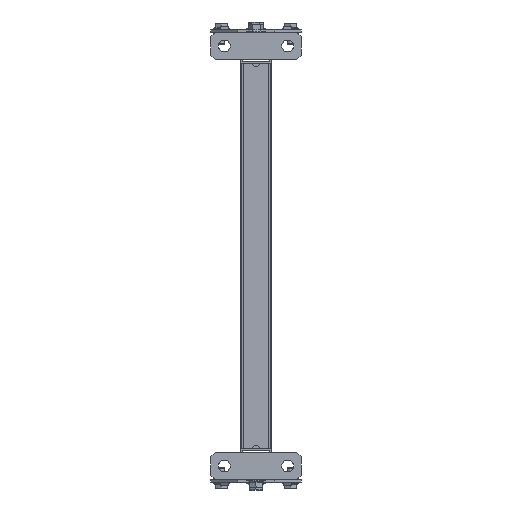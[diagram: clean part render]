
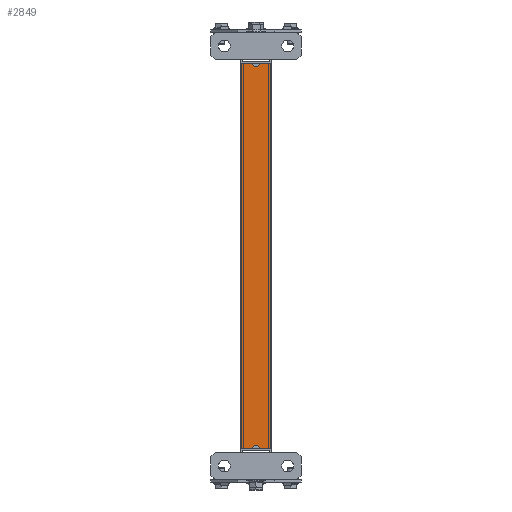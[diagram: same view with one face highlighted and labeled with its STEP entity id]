
A CAD part, front view. The second image highlights one B-rep face of the part: STEP entity #2849.
In plain terms, the highlighted face is planar.
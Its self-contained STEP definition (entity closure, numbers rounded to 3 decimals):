
#7 = DIRECTION ( 'NONE',  ( 1., 0., 0. ) ) ;
#57 = ORIENTED_EDGE ( 'NONE', *, *, #1286, .T. ) ;
#66 = DIRECTION ( 'NONE',  ( 0., -1., 0. ) ) ;
#81 = CARTESIAN_POINT ( 'NONE',  ( -16., 426., 17. ) ) ;
#367 = CARTESIAN_POINT ( 'NONE',  ( 0., 426., 17. ) ) ;
#598 = CARTESIAN_POINT ( 'NONE',  ( 16., 426., 17. ) ) ;
#832 = CARTESIAN_POINT ( 'NONE',  ( -4., 426., 17. ) ) ;
#951 = EDGE_CURVE ( 'NONE', #3032, #6704, #3943, .T. ) ;
#1166 = DIRECTION ( 'NONE',  ( 0., 0., 1. ) ) ;
#1286 = EDGE_CURVE ( 'NONE', #4950, #3032, #9083, .T. ) ;
#1918 = DIRECTION ( 'NONE',  ( 0., 1., 0. ) ) ;
#1942 = CARTESIAN_POINT ( 'NONE',  ( -16., 0., 17. ) ) ;
#2010 = LINE ( 'NONE', #4004, #6587 ) ;
#2306 = CARTESIAN_POINT ( 'NONE',  ( 16., 426., 17. ) ) ;
#2315 = CARTESIAN_POINT ( 'NONE',  ( -17., 0., 17. ) ) ;
#2837 = CARTESIAN_POINT ( 'NONE',  ( 0., 0., 17. ) ) ;
#2849 = ADVANCED_FACE ( 'NONE', ( #4265 ), #8194, .F. ) ;
#3032 = VERTEX_POINT ( 'NONE', #1942 ) ;
#3062 = DIRECTION ( 'NONE',  ( 0., 0., -1. ) ) ;
#3224 = CARTESIAN_POINT ( 'NONE',  ( 4., 426., 17. ) ) ;
#3234 = ORIENTED_EDGE ( 'NONE', *, *, #951, .T. ) ;
#3762 = AXIS2_PLACEMENT_3D ( 'NONE', #2837, #5281, #8668 ) ;
#3788 = CIRCLE ( 'NONE', #9087, 4. ) ;
#3842 = EDGE_CURVE ( 'NONE', #4311, #8161, #3788, .T. ) ;
#3883 = VECTOR ( 'NONE', #7, 1000. ) ;
#3943 = LINE ( 'NONE', #8917, #9895 ) ;
#3996 = DIRECTION ( 'NONE',  ( -1., 0., 0. ) ) ;
#4004 = CARTESIAN_POINT ( 'NONE',  ( -17., 426., 17. ) ) ;
#4106 = VERTEX_POINT ( 'NONE', #8902 ) ;
#4138 = CARTESIAN_POINT ( 'NONE',  ( -4., 0., 17. ) ) ;
#4265 = FACE_OUTER_BOUND ( 'NONE', #7102, .T. ) ;
#4311 = VERTEX_POINT ( 'NONE', #832 ) ;
#4522 = ORIENTED_EDGE ( 'NONE', *, *, #4898, .T. ) ;
#4898 = EDGE_CURVE ( 'NONE', #4106, #10590, #9586, .T. ) ;
#4950 = VERTEX_POINT ( 'NONE', #81 ) ;
#4964 = LINE ( 'NONE', #9319, #10394 ) ;
#5207 = AXIS2_PLACEMENT_3D ( 'NONE', #8157, #3062, #3996 ) ;
#5281 = DIRECTION ( 'NONE',  ( 0., 0., 1. ) ) ;
#6245 = VECTOR ( 'NONE', #66, 1000. ) ;
#6474 = EDGE_CURVE ( 'NONE', #4950, #4311, #2010, .T. ) ;
#6587 = VECTOR ( 'NONE', #6598, 1000. ) ;
#6598 = DIRECTION ( 'NONE',  ( 1., 0., 0. ) ) ;
#6704 = VERTEX_POINT ( 'NONE', #4138 ) ;
#6808 = CIRCLE ( 'NONE', #3762, 4. ) ;
#6883 = CARTESIAN_POINT ( 'NONE',  ( -16., 426., 17. ) ) ;
#7070 = DIRECTION ( 'NONE',  ( 1., 0., 0. ) ) ;
#7102 = EDGE_LOOP ( 'NONE', ( #3234, #10411, #4522, #7641, #10450, #8383, #8174, #57 ) ) ;
#7582 = LINE ( 'NONE', #2306, #8487 ) ;
#7641 = ORIENTED_EDGE ( 'NONE', *, *, #9721, .T. ) ;
#8018 = DIRECTION ( 'NONE',  ( 1., 0., 0. ) ) ;
#8067 = EDGE_CURVE ( 'NONE', #4106, #6704, #6808, .T. ) ;
#8081 = VERTEX_POINT ( 'NONE', #598 ) ;
#8157 = CARTESIAN_POINT ( 'NONE',  ( -17., 426., 17. ) ) ;
#8161 = VERTEX_POINT ( 'NONE', #3224 ) ;
#8174 = ORIENTED_EDGE ( 'NONE', *, *, #6474, .F. ) ;
#8194 = PLANE ( 'NONE',  #5207 ) ;
#8383 = ORIENTED_EDGE ( 'NONE', *, *, #3842, .F. ) ;
#8487 = VECTOR ( 'NONE', #1918, 1000. ) ;
#8668 = DIRECTION ( 'NONE',  ( 1., 0., 0. ) ) ;
#8881 = DIRECTION ( 'NONE',  ( 1., 0., 0. ) ) ;
#8902 = CARTESIAN_POINT ( 'NONE',  ( 4., 0., 17. ) ) ;
#8917 = CARTESIAN_POINT ( 'NONE',  ( -17., 0., 17. ) ) ;
#9083 = LINE ( 'NONE', #6883, #6245 ) ;
#9087 = AXIS2_PLACEMENT_3D ( 'NONE', #367, #1166, #7070 ) ;
#9169 = EDGE_CURVE ( 'NONE', #8161, #8081, #4964, .T. ) ;
#9319 = CARTESIAN_POINT ( 'NONE',  ( -17., 426., 17. ) ) ;
#9586 = LINE ( 'NONE', #2315, #3883 ) ;
#9623 = CARTESIAN_POINT ( 'NONE',  ( 16., 0., 17. ) ) ;
#9721 = EDGE_CURVE ( 'NONE', #10590, #8081, #7582, .T. ) ;
#9895 = VECTOR ( 'NONE', #8018, 1000. ) ;
#10394 = VECTOR ( 'NONE', #8881, 1000. ) ;
#10411 = ORIENTED_EDGE ( 'NONE', *, *, #8067, .F. ) ;
#10450 = ORIENTED_EDGE ( 'NONE', *, *, #9169, .F. ) ;
#10590 = VERTEX_POINT ( 'NONE', #9623 ) ;
